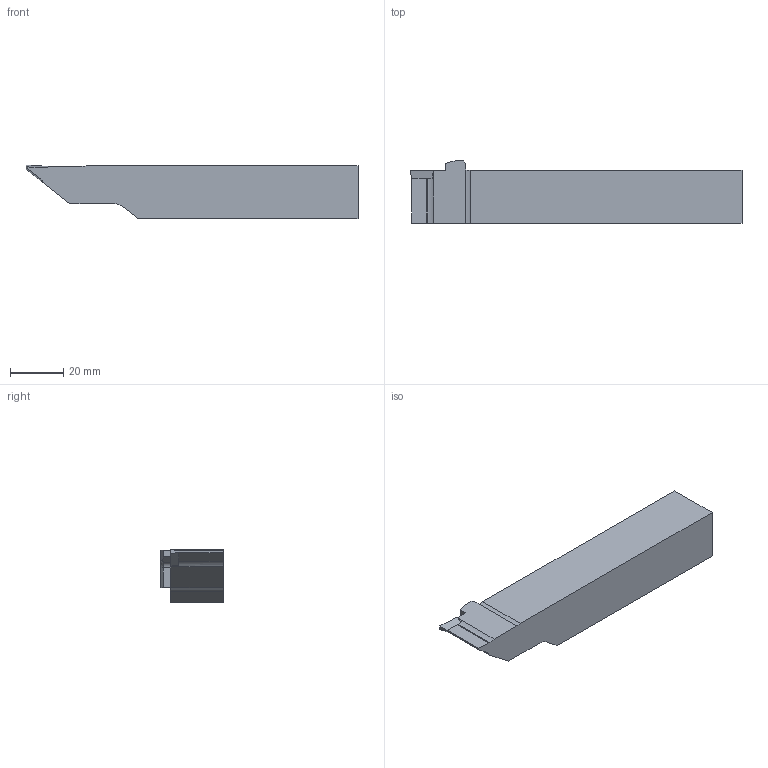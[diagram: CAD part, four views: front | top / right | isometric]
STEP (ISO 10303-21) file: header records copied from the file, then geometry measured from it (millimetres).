
FILE_DESCRIPTION (( 'STEP AP214' ), '1' );
FILE_NAME ('ISO-155-05.STEP', '2017-05-12T14:39:35', ( '' ), ( '' ), 'SwSTEP 2.0', 'SolidWorks 2016', '' );
FILE_SCHEMA (( 'AUTOMOTIVE_DESIGN' ));
Length unit declared in the file: millimetre
Products named in the file (1): ISO-155-05
Bounding box: 125 x 23.5 x 20.2 mm (x, y, z)
Volume: 43380.9 mm3; surface area: 10052.5 mm2
Topology: 1 solids, 1 shells, 49 faces, 148 edges, 98 vertices
Faces by surface type: plane 41, cylinder 7, cone 1
Entity records: 1864 total; most frequent: CARTESIAN_POINT 308, ORIENTED_EDGE 296, DIRECTION 285, EDGE_CURVE 148, VECTOR 103, LINE 103, VERTEX_POINT 98, AXIS2_PLACEMENT_3D 91
